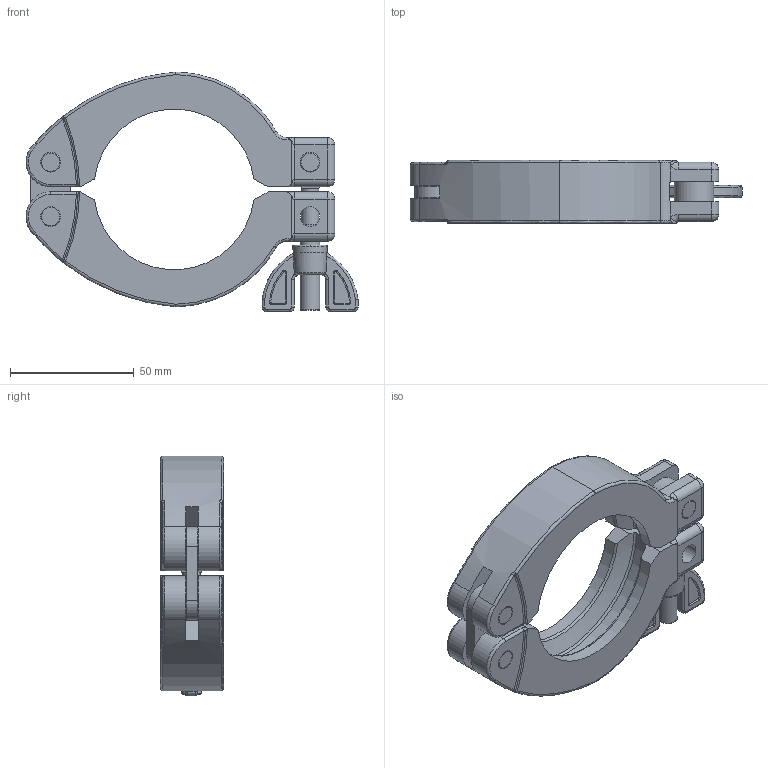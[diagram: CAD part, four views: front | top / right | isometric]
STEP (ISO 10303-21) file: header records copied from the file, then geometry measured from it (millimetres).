
FILE_DESCRIPTION( (''), '2;1');
FILE_NAME ('CAD714.492.VP1050N_14410.stp','2016-04-22T10:24:58',(''),(''),'spGate 11.3.9','spGate','');
FILE_SCHEMA (('AUTOMOTIVE_DESIGN'));
Length unit declared in the file: millimetre
Products named in the file (8): Assembly; 品番1; 品番1_mr; 品番2; 品番3; 品番4; 品番5
Assembly tree (9 placements, depth 2):
  Assembly
    品番1
    品番1_mr
    品番2  x3
    品番3
    品番4
    (unnamed)
    品番5
Bounding box: 134.37 x 25.5 x 97.1 mm (x, y, z)
Volume: 108732.5 mm3; surface area: 40148.1 mm2
Topology: 8 solids, 8 shells, 350 faces, 873 edges, 539 vertices
Faces by surface type: cylinder 137, bspline 116, plane 89, sphere 8
Entity records: 19084 total; most frequent: CARTESIAN_POINT 4845, ORIENTED_EDGE 1650, DIRECTION 1516, COLOUR_RGB 1159, PRESENTATION_STYLE_ASSIGNMENT 1159, STYLED_ITEM 1159, EDGE_CURVE 825, DRAUGHTING_PRE_DEFINED_CURVE_FONT 825
